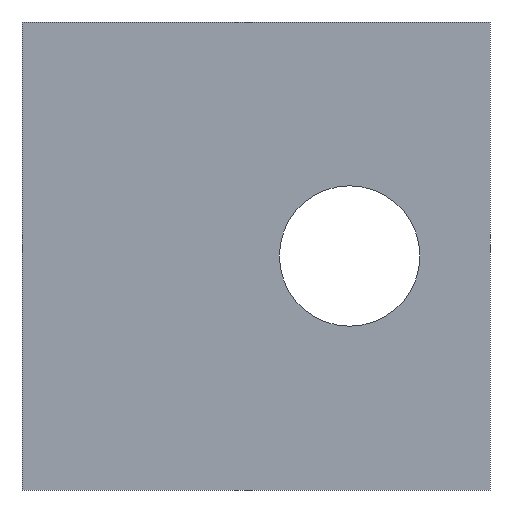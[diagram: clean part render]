
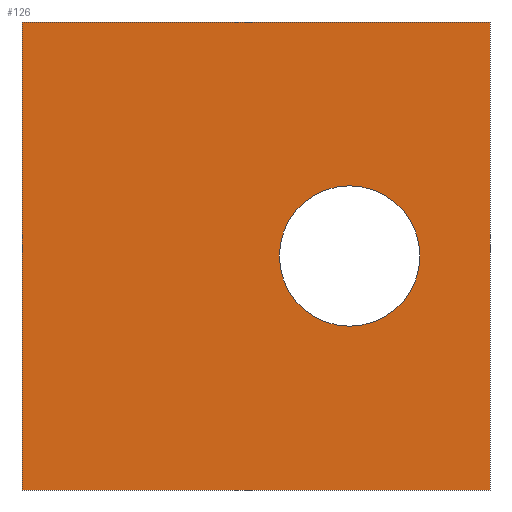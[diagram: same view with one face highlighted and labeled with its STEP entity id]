
A CAD part, front view. The second image highlights one B-rep face of the part: STEP entity #126.
In plain terms, the highlighted planar face has unit normal (0, -1, 0).
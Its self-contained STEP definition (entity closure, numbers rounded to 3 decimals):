
#21=CIRCLE('',#147,3.);
#27=ORIENTED_EDGE('',*,*,#55,.F.);
#28=ORIENTED_EDGE('',*,*,#56,.T.);
#29=ORIENTED_EDGE('',*,*,#57,.F.);
#30=ORIENTED_EDGE('',*,*,#58,.F.);
#31=ORIENTED_EDGE('',*,*,#52,.T.);
#52=EDGE_CURVE('',#67,#66,#76,.T.);
#55=EDGE_CURVE('',#69,#69,#21,.F.);
#56=EDGE_CURVE('',#66,#70,#79,.T.);
#57=EDGE_CURVE('',#71,#70,#80,.T.);
#58=EDGE_CURVE('',#67,#71,#81,.T.);
#66=VERTEX_POINT('',#190);
#67=VERTEX_POINT('',#192);
#69=VERTEX_POINT('',#198);
#70=VERTEX_POINT('',#200);
#71=VERTEX_POINT('',#202);
#76=LINE('',#191,#88);
#79=LINE('',#199,#91);
#80=LINE('',#201,#92);
#81=LINE('',#203,#93);
#88=VECTOR('',#159,1000.);
#91=VECTOR('',#166,1000.);
#92=VECTOR('',#167,1000.);
#93=VECTOR('',#168,1000.);
#100=EDGE_LOOP('',(#27));
#101=EDGE_LOOP('',(#28,#29,#30,#31));
#110=FACE_BOUND('',#100,.T.);
#111=FACE_BOUND('',#101,.T.);
#120=PLANE('',#146);
#126=ADVANCED_FACE('',(#110,#111),#120,.F.);
#146=AXIS2_PLACEMENT_3D('',#196,#162,#163);
#147=AXIS2_PLACEMENT_3D('',#197,#164,#165);
#159=DIRECTION('',(0.,0.,-1.));
#162=DIRECTION('',(0.,1.,0.));
#163=DIRECTION('',(0.,0.,1.));
#164=DIRECTION('',(0.,1.,0.));
#165=DIRECTION('',(0.,0.,1.));
#166=DIRECTION('',(1.,0.,0.));
#167=DIRECTION('',(0.,0.,-1.));
#168=DIRECTION('',(1.,0.,0.));
#190=CARTESIAN_POINT('',(0.,0.,0.));
#191=CARTESIAN_POINT('',(0.,0.,20.));
#192=CARTESIAN_POINT('',(0.,0.,20.));
#196=CARTESIAN_POINT('',(0.,0.,20.));
#197=CARTESIAN_POINT('',(14.,0.,10.));
#198=CARTESIAN_POINT('',(14.,0.,13.));
#199=CARTESIAN_POINT('',(0.,0.,0.));
#200=CARTESIAN_POINT('',(20.,0.,0.));
#201=CARTESIAN_POINT('',(20.,0.,20.));
#202=CARTESIAN_POINT('',(20.,0.,20.));
#203=CARTESIAN_POINT('',(0.,0.,20.));
